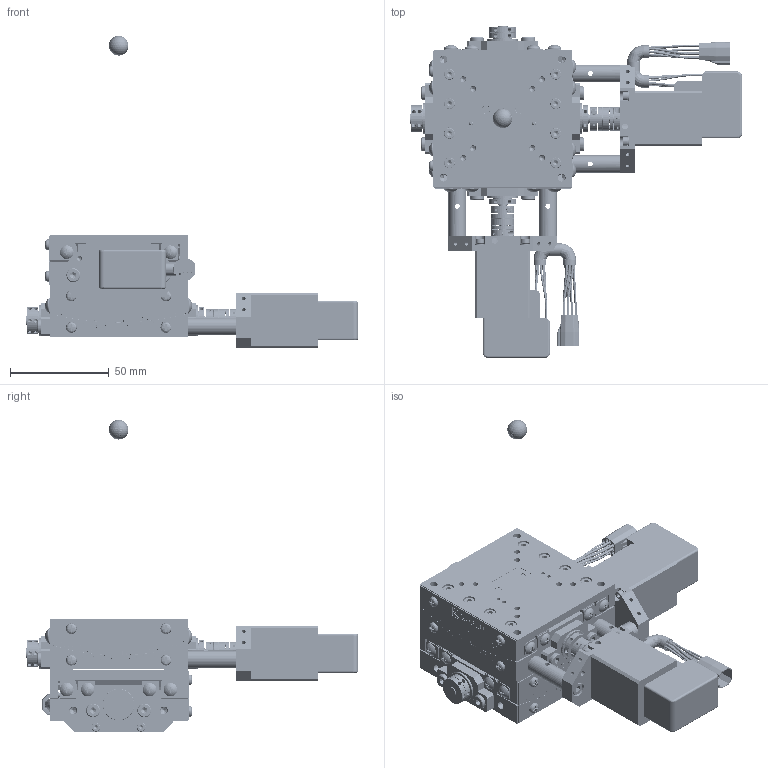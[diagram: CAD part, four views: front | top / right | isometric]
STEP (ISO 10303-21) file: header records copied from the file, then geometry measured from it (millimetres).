
FILE_DESCRIPTION( (''), '2;1');
FILE_NAME ('DR051327-0001-000-00.stp','2019-04-26T13:21:27',(''),(''),'spGate 13.4.4','','');
FILE_SCHEMA (('AUTOMOTIVE_DESIGN'));
Length unit declared in the file: millimetre
Products named in the file (19): Assembly; DR051327-0001-000-00-prt0; DR051327-0001-000-00-prt1; DR051327-0001-000-00-prt2; DR051327-0001-000-00-prt3; DR051327-0001-000-00-prt4; DR051327-0001-000-00-prt5; DR051327-0001-000-00-prt6; DR051327-0001-000-00-prt7; DR051327-0001-000-00-prt8; DR051327-0001-000-00-prt9; DR051327-0001-000-00-prt10; DR051327-0001-000-00-prt11; DR051327-0001-000-00-prt12; DR051327-0001-000-00-prt13; DR051327-0001-000-00-prt14; DR051327-0001-000-00-prt15; DR051327-0001-000-00-prt16; DR051327-0001-000-00-prt17
Assembly tree (18 placements, depth 2):
  Assembly
    DR051327-0001-000-00-prt0
    DR051327-0001-000-00-prt1
    DR051327-0001-000-00-prt2
    DR051327-0001-000-00-prt3
    DR051327-0001-000-00-prt4
    DR051327-0001-000-00-prt5
    DR051327-0001-000-00-prt6
    DR051327-0001-000-00-prt7
    DR051327-0001-000-00-prt8
    DR051327-0001-000-00-prt9
    DR051327-0001-000-00-prt10
    DR051327-0001-000-00-prt11
    DR051327-0001-000-00-prt12
    DR051327-0001-000-00-prt13
    DR051327-0001-000-00-prt14
    DR051327-0001-000-00-prt15
    DR051327-0001-000-00-prt16
    DR051327-0001-000-00-prt17
Bounding box: 168.5 x 168.5 x 158.5 mm (x, y, z)
Volume: 341734.1 mm3; surface area: 136084.1 mm2
Topology: 20 solids, 20 shells, 6144 faces, 15490 edges, 9616 vertices
Faces by surface type: plane 3375, cylinder 1690, bspline 1051, sphere 28
Full cylindrical faces by diameter (mm): 6.9 x8
Entity records: 317594 total; most frequent: CARTESIAN_POINT 56450, ORIENTED_EDGE 30310, DIRECTION 26726, COLOUR_RGB 21311, PRESENTATION_STYLE_ASSIGNMENT 21311, STYLED_ITEM 21311, EDGE_CURVE 15155, DRAUGHTING_PRE_DEFINED_CURVE_FONT 15155
